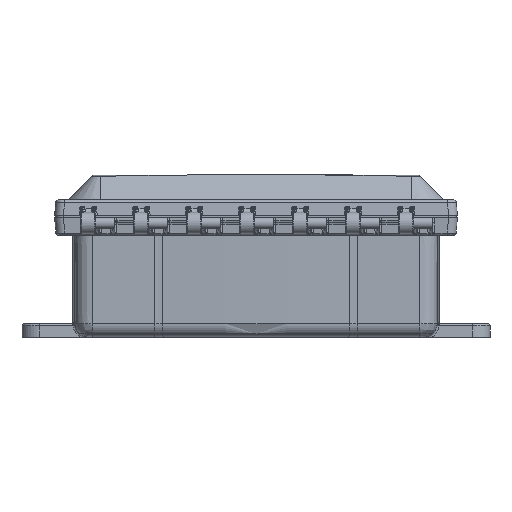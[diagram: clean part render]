
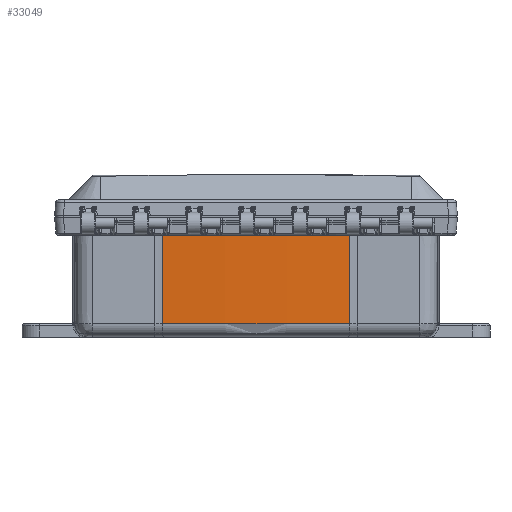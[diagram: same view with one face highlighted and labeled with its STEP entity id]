
A CAD part, left-side view. The second image highlights one B-rep face of the part: STEP entity #33049.
In plain terms, the highlighted conical face has half-angle 0.25 degrees and reference radius 1537.44 mm.
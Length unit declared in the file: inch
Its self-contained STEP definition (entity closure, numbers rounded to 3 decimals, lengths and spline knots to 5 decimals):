
#2716 = LINE ( 'NONE', #86126, #14091 ) ;
#5359 = ORIENTED_EDGE ( 'NONE', *, *, #95909, .F. ) ;
#5697 = EDGE_CURVE ( 'NONE', #92785, #33257, #59055, .T. ) ;
#9104 = DIRECTION ( 'NONE',  ( 0., 0., -1. ) ) ;
#11101 = DIRECTION ( 'NONE',  ( -0.004, 0., 1. ) ) ;
#13556 = DIRECTION ( 'NONE',  ( 0., -1., 0. ) ) ;
#14091 = VECTOR ( 'NONE', #11101, 39.37008 ) ;
#14857 = AXIS2_PLACEMENT_3D ( 'NONE', #29350, #73280, #13556 ) ;
#15979 = AXIS2_PLACEMENT_3D ( 'NONE', #84601, #9104, #24875 ) ;
#20112 = CARTESIAN_POINT ( 'NONE',  ( -4.13168, 2.54997, -1.5567 ) ) ;
#24296 = ORIENTED_EDGE ( 'NONE', *, *, #89081, .T. ) ;
#24875 = DIRECTION ( 'NONE',  ( -0.999, -0.044, 0. ) ) ;
#27413 = CONICAL_SURFACE ( 'NONE', #14857, 60.52907, 0.004 ) ;
#29350 = CARTESIAN_POINT ( 'NONE',  ( 56.32875, -0.09252, 0.945 ) ) ;
#32239 = CARTESIAN_POINT ( 'NONE',  ( -4.14259, -2.73548, 0.945 ) ) ;
#32853 = DIRECTION ( 'NONE',  ( 0., -1., 0. ) ) ;
#33049 = ADVANCED_FACE ( 'NONE', ( #43174 ), #27413, .T. ) ;
#33257 = VERTEX_POINT ( 'NONE', #44049 ) ;
#36075 = EDGE_CURVE ( 'NONE', #78260, #47019, #2716, .T. ) ;
#38766 = CARTESIAN_POINT ( 'NONE',  ( 56.32875, -0.09252, 0.945 ) ) ;
#39012 = AXIS2_PLACEMENT_3D ( 'NONE', #38766, #84677, #32853 ) ;
#43174 = FACE_OUTER_BOUND ( 'NONE', #56733, .T. ) ;
#43252 = ORIENTED_EDGE ( 'NONE', *, *, #36075, .T. ) ;
#44049 = CARTESIAN_POINT ( 'NONE',  ( -4.13168, 2.54997, -1.5567 ) ) ;
#47019 = VERTEX_POINT ( 'NONE', #32239 ) ;
#56733 = EDGE_LOOP ( 'NONE', ( #24296, #66159, #5359, #43252 ) ) ;
#59055 = LINE ( 'NONE', #20112, #62448 ) ;
#62448 = VECTOR ( 'NONE', #95548, 39.37008 ) ;
#66159 = ORIENTED_EDGE ( 'NONE', *, *, #5697, .T. ) ;
#72862 = CARTESIAN_POINT ( 'NONE',  ( -4.13168, -2.735, -1.5567 ) ) ;
#73280 = DIRECTION ( 'NONE',  ( 0., 0., 1. ) ) ;
#78260 = VERTEX_POINT ( 'NONE', #72862 ) ;
#84601 = CARTESIAN_POINT ( 'NONE',  ( 56.32875, -0.09252, -1.5567 ) ) ;
#84677 = DIRECTION ( 'NONE',  ( 0., 0., -1. ) ) ;
#86126 = CARTESIAN_POINT ( 'NONE',  ( -4.14259, -2.73548, 0.945 ) ) ;
#87888 = CIRCLE ( 'NONE', #39012, 60.52907 ) ;
#89081 = EDGE_CURVE ( 'NONE', #47019, #92785, #87888, .T. ) ;
#91060 = CARTESIAN_POINT ( 'NONE',  ( -4.14259, 2.55045, 0.945 ) ) ;
#92785 = VERTEX_POINT ( 'NONE', #91060 ) ;
#93215 = CIRCLE ( 'NONE', #15979, 60.51815 ) ;
#95548 = DIRECTION ( 'NONE',  ( 0.004, 0., -1. ) ) ;
#95909 = EDGE_CURVE ( 'NONE', #78260, #33257, #93215, .T. ) ;
